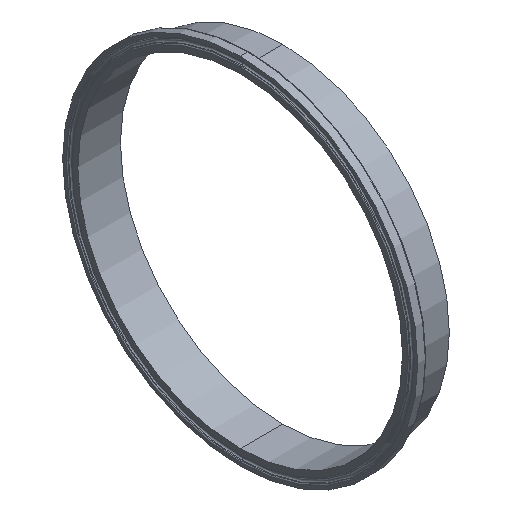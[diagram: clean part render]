
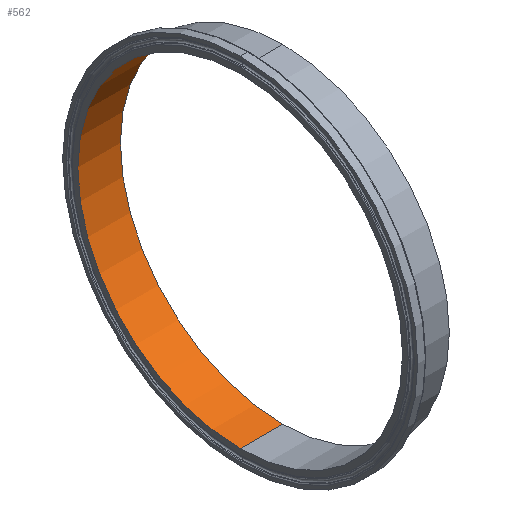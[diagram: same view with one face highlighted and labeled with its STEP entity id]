
A CAD part, isometric view. The second image highlights one B-rep face of the part: STEP entity #562.
In plain terms, the highlighted cylindrical face has radius 106.77 mm (diameter 213.54 mm), a partial arc.
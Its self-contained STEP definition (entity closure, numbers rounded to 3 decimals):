
#18 = VECTOR ( 'NONE', #52, 1000. ) ;
#26 = CARTESIAN_POINT ( 'NONE',  ( 0., 0., -106.77 ) ) ;
#27 = VERTEX_POINT ( 'NONE', #476 ) ;
#52 = DIRECTION ( 'NONE',  ( -1., 0., 0. ) ) ;
#69 = CARTESIAN_POINT ( 'NONE',  ( 0., 0., 106.77 ) ) ;
#78 = VECTOR ( 'NONE', #243, 1000. ) ;
#83 = VERTEX_POINT ( 'NONE', #69 ) ;
#96 = EDGE_CURVE ( 'NONE', #387, #166, #439, .T. ) ;
#100 = DIRECTION ( 'NONE',  ( 0., 0., 1. ) ) ;
#110 = DIRECTION ( 'NONE',  ( 0., 0., 1. ) ) ;
#116 = CARTESIAN_POINT ( 'NONE',  ( 28., 0., 0. ) ) ;
#117 = CARTESIAN_POINT ( 'NONE',  ( 28., 0., -106.77 ) ) ;
#166 = VERTEX_POINT ( 'NONE', #117 ) ;
#202 = LINE ( 'NONE', #645, #18 ) ;
#229 = AXIS2_PLACEMENT_3D ( 'NONE', #258, #586, #100 ) ;
#243 = DIRECTION ( 'NONE',  ( -1., 0., 0. ) ) ;
#258 = CARTESIAN_POINT ( 'NONE',  ( 0., 0., 0. ) ) ;
#267 = EDGE_LOOP ( 'NONE', ( #354, #398, #689, #463 ) ) ;
#305 = EDGE_CURVE ( 'NONE', #166, #27, #515, .T. ) ;
#306 = DIRECTION ( 'NONE',  ( -1., 0., 0. ) ) ;
#354 = ORIENTED_EDGE ( 'NONE', *, *, #305, .F. ) ;
#373 = CARTESIAN_POINT ( 'NONE',  ( 0., 0., 0. ) ) ;
#387 = VERTEX_POINT ( 'NONE', #676 ) ;
#398 = ORIENTED_EDGE ( 'NONE', *, *, #96, .F. ) ;
#439 = CIRCLE ( 'NONE', #606, 106.77 ) ;
#444 = EDGE_CURVE ( 'NONE', #83, #27, #688, .T. ) ;
#462 = AXIS2_PLACEMENT_3D ( 'NONE', #373, #306, #528 ) ;
#463 = ORIENTED_EDGE ( 'NONE', *, *, #444, .T. ) ;
#476 = CARTESIAN_POINT ( 'NONE',  ( 0., 0., -106.77 ) ) ;
#491 = DIRECTION ( 'NONE',  ( -1., 0., 0. ) ) ;
#515 = LINE ( 'NONE', #26, #78 ) ;
#528 = DIRECTION ( 'NONE',  ( 0., 0., 1. ) ) ;
#562 = ADVANCED_FACE ( 'NONE', ( #686 ), #572, .F. ) ;
#572 = CYLINDRICAL_SURFACE ( 'NONE', #229, 106.77 ) ;
#586 = DIRECTION ( 'NONE',  ( -1., 0., 0. ) ) ;
#606 = AXIS2_PLACEMENT_3D ( 'NONE', #116, #491, #110 ) ;
#645 = CARTESIAN_POINT ( 'NONE',  ( 0., 0., 106.77 ) ) ;
#676 = CARTESIAN_POINT ( 'NONE',  ( 28., 0., 106.77 ) ) ;
#683 = EDGE_CURVE ( 'NONE', #387, #83, #202, .T. ) ;
#686 = FACE_OUTER_BOUND ( 'NONE', #267, .T. ) ;
#688 = CIRCLE ( 'NONE', #462, 106.77 ) ;
#689 = ORIENTED_EDGE ( 'NONE', *, *, #683, .T. ) ;
